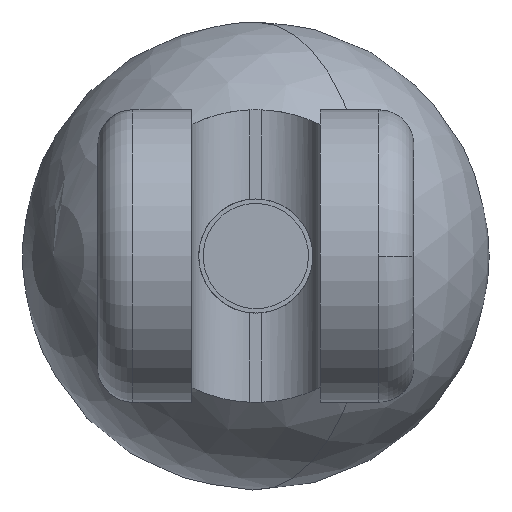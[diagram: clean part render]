
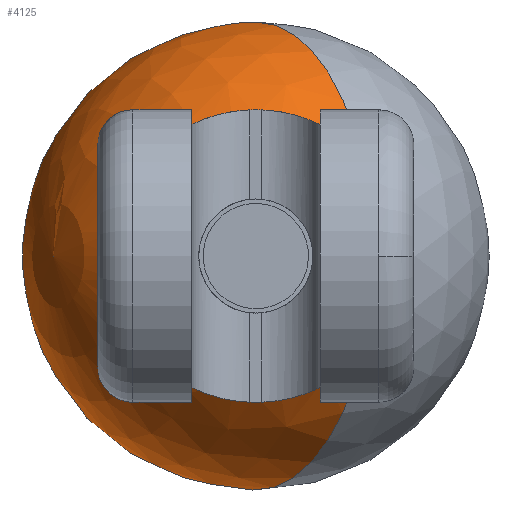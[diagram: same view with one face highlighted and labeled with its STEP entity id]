
A CAD part, left-side view. The second image highlights one B-rep face of the part: STEP entity #4125.
In plain terms, the highlighted spherical face has radius 20 mm.
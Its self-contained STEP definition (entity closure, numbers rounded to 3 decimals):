
#99 = AXIS2_PLACEMENT_3D ( 'NONE', #2221, #3282, #2288 ) ;
#235 = CARTESIAN_POINT ( 'NONE',  ( 123.06, 19.238, 45.469 ) ) ;
#268 = DIRECTION ( 'NONE',  ( 0., 1., 0. ) ) ;
#554 = CARTESIAN_POINT ( 'NONE',  ( 107.06, 19.238, 45.469 ) ) ;
#703 = DIRECTION ( 'NONE',  ( -0.866, -0.5, 0. ) ) ;
#963 = AXIS2_PLACEMENT_3D ( 'NONE', #1171, #3904, #3251 ) ;
#1171 = CARTESIAN_POINT ( 'NONE',  ( 107.06, 19.238, 45.469 ) ) ;
#1205 = FACE_OUTER_BOUND ( 'NONE', #2489, .T. ) ;
#1217 = ORIENTED_EDGE ( 'NONE', *, *, #2312, .T. ) ;
#1239 = CIRCLE ( 'NONE', #963, 12. ) ;
#1248 = EDGE_CURVE ( 'NONE', #3343, #3525, #3439, .T. ) ;
#1293 = AXIS2_PLACEMENT_3D ( 'NONE', #2402, #3423, #703 ) ;
#1564 = DIRECTION ( 'NONE',  ( 1., 0., 0. ) ) ;
#1622 = CARTESIAN_POINT ( 'NONE',  ( 140.381, 29.238, 45.469 ) ) ;
#1644 = ORIENTED_EDGE ( 'NONE', *, *, #4401, .T. ) ;
#1665 = VERTEX_POINT ( 'NONE', #3365 ) ;
#1876 = AXIS2_PLACEMENT_3D ( 'NONE', #554, #1564, #268 ) ;
#2085 = ORIENTED_EDGE ( 'NONE', *, *, #4321, .T. ) ;
#2195 = CARTESIAN_POINT ( 'NONE',  ( 107.06, 10., 37.809 ) ) ;
#2221 = CARTESIAN_POINT ( 'NONE',  ( 123.06, 19.238, 45.469 ) ) ;
#2288 = DIRECTION ( 'NONE',  ( 0.866, 0.5, 0. ) ) ;
#2312 = EDGE_CURVE ( 'NONE', #3511, #3525, #2649, .T. ) ;
#2370 = AXIS2_PLACEMENT_3D ( 'NONE', #235, #4349, #3623 ) ;
#2402 = CARTESIAN_POINT ( 'NONE',  ( 123.06, 19.238, 45.469 ) ) ;
#2455 = CARTESIAN_POINT ( 'NONE',  ( 107.06, 10., 53.128 ) ) ;
#2489 = EDGE_LOOP ( 'NONE', ( #4083, #1644, #2085, #1217 ) ) ;
#2611 = SPHERICAL_SURFACE ( 'NONE', #2370, 20. ) ;
#2649 = CIRCLE ( 'NONE', #1293, 20. ) ;
#3097 = CIRCLE ( 'NONE', #1876, 12. ) ;
#3251 = DIRECTION ( 'NONE',  ( 0., 1., 0. ) ) ;
#3282 = DIRECTION ( 'NONE',  ( 0.5, -0.866, 0. ) ) ;
#3343 = VERTEX_POINT ( 'NONE', #2195 ) ;
#3365 = CARTESIAN_POINT ( 'NONE',  ( 107.06, 31.238, 45.469 ) ) ;
#3423 = DIRECTION ( 'NONE',  ( -0.5, 0.866, 0. ) ) ;
#3439 = CIRCLE ( 'NONE', #99, 20. ) ;
#3511 = VERTEX_POINT ( 'NONE', #2455 ) ;
#3525 = VERTEX_POINT ( 'NONE', #1622 ) ;
#3623 = DIRECTION ( 'NONE',  ( 0., 0., 1. ) ) ;
#3904 = DIRECTION ( 'NONE',  ( 1., 0., 0. ) ) ;
#4083 = ORIENTED_EDGE ( 'NONE', *, *, #1248, .F. ) ;
#4125 = ADVANCED_FACE ( 'NONE', ( #1205 ), #2611, .T. ) ;
#4321 = EDGE_CURVE ( 'NONE', #1665, #3511, #1239, .T. ) ;
#4349 = DIRECTION ( 'NONE',  ( 0.5, -0.866, 0. ) ) ;
#4401 = EDGE_CURVE ( 'NONE', #3343, #1665, #3097, .T. ) ;
